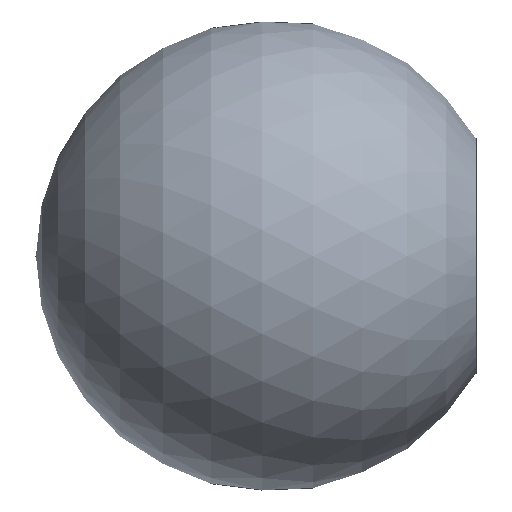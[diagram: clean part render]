
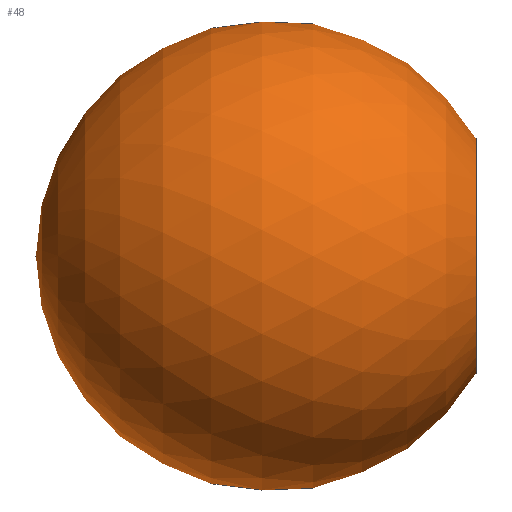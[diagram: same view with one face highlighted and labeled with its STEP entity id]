
A CAD part, left-side view. The second image highlights one B-rep face of the part: STEP entity #48.
In plain terms, the highlighted spherical face has radius 20.083 mm.
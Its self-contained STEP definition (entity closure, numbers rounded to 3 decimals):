
#48 = ADVANCED_FACE( '', ( #99, #100 ), #101, .T. );
#99 = FACE_BOUND( '', #146, .T. );
#100 = FACE_OUTER_BOUND( '', #147, .T. );
#101 = SPHERICAL_SURFACE( '', #148, 20.083 );
#146 = VERTEX_LOOP( '', #201 );
#147 = EDGE_LOOP( '', ( #202 ) );
#148 = AXIS2_PLACEMENT_3D( '', #203, #204, #205 );
#201 = VERTEX_POINT( '', #235 );
#202 = ORIENTED_EDGE( '', *, *, #232, .F. );
#203 = CARTESIAN_POINT( '', ( 0., 17.417, 0. ) );
#204 = DIRECTION( '', ( 0., -1., 0. ) );
#205 = DIRECTION( '', ( 1., 0., 0. ) );
#232 = EDGE_CURVE( '', #259, #259, #260, .T. );
#235 = CARTESIAN_POINT( '', ( 0., 37.5, 0. ) );
#259 = VERTEX_POINT( '', #287 );
#260 = CIRCLE( '', #288, 10. );
#287 = CARTESIAN_POINT( '', ( 0., 0., -10. ) );
#288 = AXIS2_PLACEMENT_3D( '', #316, #317, #318 );
#316 = CARTESIAN_POINT( '', ( 0., 0., 0. ) );
#317 = DIRECTION( '', ( 0., -1., 0. ) );
#318 = DIRECTION( '', ( 0., 0., -1. ) );
